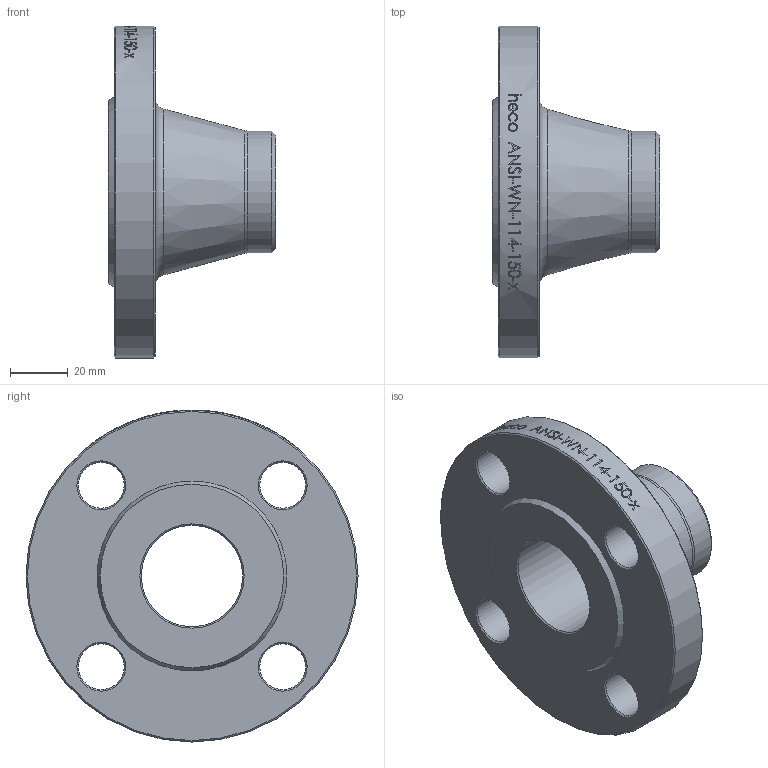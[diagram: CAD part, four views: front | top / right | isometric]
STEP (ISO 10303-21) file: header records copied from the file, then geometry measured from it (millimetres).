
FILE_DESCRIPTION (( 'STEP AP214' ), '1' );
FILE_NAME ('ANSI-WN-114-150-x Vorschweissflansch ASME B16.5 Class150 2102.STEP', '2021-02-06T12:08:42', ( '' ), ( '' ), 'SwSTEP 2.0', 'SolidWorks 2019', '' );
FILE_SCHEMA (( 'AUTOMOTIVE_DESIGN' ));
Length unit declared in the file: millimetre
Products named in the file (1): ANSI-WN-114-150-x Vorschweissflansch ASME B16.5 Class150 2102
Bounding box: 58 x 115 x 115 mm (x, y, z)
Volume: 165842.9 mm3; surface area: 36467.9 mm2
Topology: 1 solids, 1 shells, 53 faces, 258 edges, 234 vertices
Faces by surface type: cylinder 33, cone 14, plane 4, torus 2
Full cylindrical faces by diameter (mm): 15.9 x4, 35.1 x1, 42.2 x1, 115 x1
Entity records: 4903 total; most frequent: CARTESIAN_POINT 2680, ORIENTED_EDGE 452, DIRECTION 315, EDGE_CURVE 226, VERTEX_POINT 226, AXIS2_PLACEMENT_3D 140, EDGE_LOOP 114, B_SPLINE_CURVE_WITH_KNOTS 105
